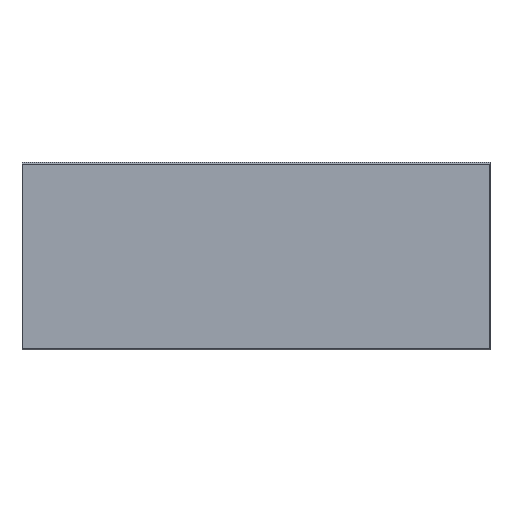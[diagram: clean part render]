
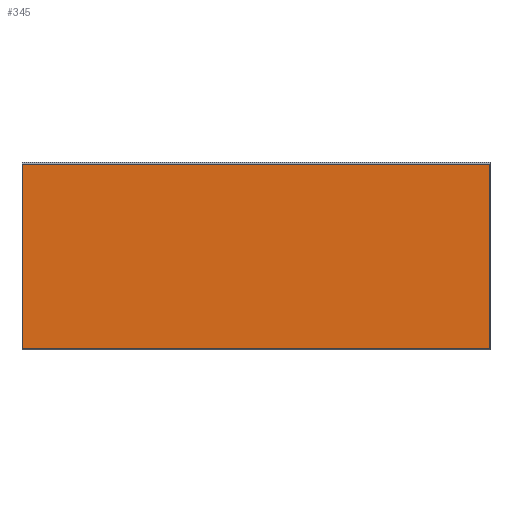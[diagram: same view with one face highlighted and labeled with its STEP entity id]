
A CAD part, top view. The second image highlights one B-rep face of the part: STEP entity #345.
In plain terms, the highlighted planar face has unit normal (0, 0, 1).
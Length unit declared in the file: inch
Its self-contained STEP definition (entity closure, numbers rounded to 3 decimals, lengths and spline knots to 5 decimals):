
#27=FACE_OUTER_BOUND('',#47,.T.);
#47=EDGE_LOOP('',(#275,#276,#277,#278));
#78=LINE('',#526,#124);
#81=LINE('',#531,#127);
#83=LINE('',#535,#129);
#87=LINE('',#541,#133);
#124=VECTOR('',#428,0.3937);
#127=VECTOR('',#433,0.3937);
#129=VECTOR('',#437,0.3937);
#133=VECTOR('',#443,0.3937);
#164=VERTEX_POINT('',#524);
#165=VERTEX_POINT('',#525);
#166=VERTEX_POINT('',#530);
#167=VERTEX_POINT('',#534);
#198=EDGE_CURVE('',#164,#165,#78,.T.);
#201=EDGE_CURVE('',#165,#166,#81,.T.);
#203=EDGE_CURVE('',#166,#167,#83,.T.);
#207=EDGE_CURVE('',#167,#164,#87,.T.);
#275=ORIENTED_EDGE('',*,*,#198,.F.);
#276=ORIENTED_EDGE('',*,*,#207,.F.);
#277=ORIENTED_EDGE('',*,*,#203,.F.);
#278=ORIENTED_EDGE('',*,*,#201,.F.);
#325=PLANE('',#379);
#345=ADVANCED_FACE('',(#27),#325,.T.);
#379=AXIS2_PLACEMENT_3D('',#546,#448,#449);
#428=DIRECTION('',(0.,-1.,0.));
#433=DIRECTION('',(-1.,0.,0.));
#437=DIRECTION('',(0.,1.,0.));
#443=DIRECTION('',(1.,0.,0.));
#448=DIRECTION('center_axis',(0.,0.,1.));
#449=DIRECTION('ref_axis',(1.,0.,0.));
#524=CARTESIAN_POINT('',(20.4375,7.9875,0.75));
#525=CARTESIAN_POINT('',(20.4375,-8.1375,0.75));
#526=CARTESIAN_POINT('',(20.4375,-4.1,0.75));
#530=CARTESIAN_POINT('',(-20.4375,-8.1375,0.75));
#531=CARTESIAN_POINT('',(-10.25,-8.1375,0.75));
#534=CARTESIAN_POINT('',(-20.4375,7.9875,0.75));
#535=CARTESIAN_POINT('',(-20.4375,4.1,0.75));
#541=CARTESIAN_POINT('',(10.25,7.9875,0.75));
#546=CARTESIAN_POINT('Origin',(0.,0.,0.75));
